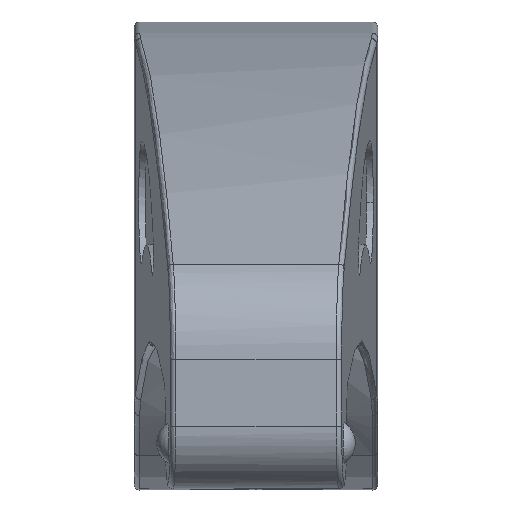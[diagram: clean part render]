
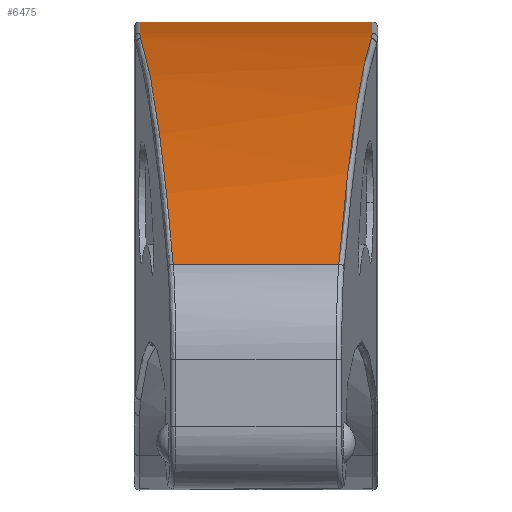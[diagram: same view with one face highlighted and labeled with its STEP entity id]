
A CAD part, top view. The second image highlights one B-rep face of the part: STEP entity #6475.
In plain terms, the highlighted cylindrical face has radius 210 mm (diameter 420 mm), a partial arc.
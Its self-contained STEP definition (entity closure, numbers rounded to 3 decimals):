
#17 = B_SPLINE_CURVE_WITH_KNOTS ( 'NONE', 3,
 ( #66, #65, #64, #63 ),
 .UNSPECIFIED., .F., .F.,
 ( 4, 4 ),
 ( 0., 0.004 ),
 .UNSPECIFIED. ) ;
#18 = CARTESIAN_POINT ( 'NONE',  ( 10.875, 42.716, -79.337 ) ) ;
#52 = CARTESIAN_POINT ( 'NONE',  ( -10.875, 39.046, -145.081 ) ) ;
#53 = DIRECTION ( 'NONE',  ( -1., 0., 0. ) ) ;
#54 = VECTOR ( 'NONE', #53, 1000. ) ;
#55 = CARTESIAN_POINT ( 'NONE',  ( -15., 39.046, -145.081 ) ) ;
#56 = LINE ( 'NONE', #55, #54 ) ;
#57 = CARTESIAN_POINT ( 'NONE',  ( 10.875, 39.046, -145.081 ) ) ;
#58 = DIRECTION ( 'NONE',  ( 0., 0., 1. ) ) ;
#59 = DIRECTION ( 'NONE',  ( -1., 0., 0. ) ) ;
#60 = CARTESIAN_POINT ( 'NONE',  ( 10.875, -166.2, -100.65 ) ) ;
#61 = AXIS2_PLACEMENT_3D ( 'NONE', #60, #59, #58 ) ;
#62 = CIRCLE ( 'NONE', #61, 210. ) ;
#63 = CARTESIAN_POINT ( 'NONE',  ( 10.875, 42.716, -79.337 ) ) ;
#64 = CARTESIAN_POINT ( 'NONE',  ( 10.875, 42.567, -77.876 ) ) ;
#65 = CARTESIAN_POINT ( 'NONE',  ( 10.843, 42.402, -76.417 ) ) ;
#66 = CARTESIAN_POINT ( 'NONE',  ( 10.779, 42.223, -74.961 ) ) ;
#227 = DIRECTION ( 'NONE',  ( 0., 0., 1. ) ) ;
#228 = DIRECTION ( 'NONE',  ( 1., 0., 0. ) ) ;
#229 = CARTESIAN_POINT ( 'NONE',  ( -10.875, -166.2, -100.65 ) ) ;
#230 = AXIS2_PLACEMENT_3D ( 'NONE', #229, #228, #227 ) ;
#231 = CIRCLE ( 'NONE', #230, 210. ) ;
#296 = CARTESIAN_POINT ( 'NONE',  ( -10.875, 42.716, -79.337 ) ) ;
#379 =( BOUNDED_CURVE ( )  B_SPLINE_CURVE ( 3, ( #406, #405, #404, #403 ),
 .UNSPECIFIED., .F., .T. ) 
 B_SPLINE_CURVE_WITH_KNOTS ( ( 4, 4 ),
 ( 4.835, 5.183 ),
 .UNSPECIFIED. ) 
 CURVE ( )  GEOMETRIC_REPRESENTATION_ITEM ( )  RATIONAL_B_SPLINE_CURVE ( ( 1., 0.99, 0.99, 1. ) ) 
 REPRESENTATION_ITEM ( '' )  );
#381 = CARTESIAN_POINT ( 'NONE',  ( -10.779, 42.223, -74.961 ) ) ;
#382 = CARTESIAN_POINT ( 'NONE',  ( -10.843, 42.402, -76.417 ) ) ;
#383 = CARTESIAN_POINT ( 'NONE',  ( -10.875, 42.567, -77.876 ) ) ;
#384 = CARTESIAN_POINT ( 'NONE',  ( -10.875, 42.716, -79.337 ) ) ;
#385 = CARTESIAN_POINT ( 'NONE',  ( -10.779, 42.223, -74.961 ) ) ;
#386 = B_SPLINE_CURVE_WITH_KNOTS ( 'NONE', 3,
 ( #384, #383, #382, #381 ),
 .UNSPECIFIED., .F., .F.,
 ( 4, 4 ),
 ( 0., 0.004 ),
 .UNSPECIFIED. ) ;
#403 = CARTESIAN_POINT ( 'NONE',  ( -7.735, 20.99, -5.467 ) ) ;
#404 = CARTESIAN_POINT ( 'NONE',  ( -8.69, 32.08, -27.277 ) ) ;
#405 = CARTESIAN_POINT ( 'NONE',  ( -9.715, 39.23, -50.677 ) ) ;
#406 = CARTESIAN_POINT ( 'NONE',  ( -10.779, 42.223, -74.961 ) ) ;
#6475 = ADVANCED_FACE ( 'NONE', ( #9911 ), #9853, .T. ) ;
#6476 = EDGE_LOOP ( 'NONE', ( #6477, #6481, #6562, #6565, #6568, #6571, #6674, #6677 ) ) ;
#6477 = ORIENTED_EDGE ( 'NONE', *, *, #6478, .T. ) ;
#6478 = EDGE_CURVE ( 'NONE', #6479, #6480, #9885, .T. ) ;
#6479 = VERTEX_POINT ( 'NONE', #9879 ) ;
#6480 = VERTEX_POINT ( 'NONE', #9878 ) ;
#6481 = ORIENTED_EDGE ( 'NONE', *, *, #6482, .T. ) ;
#6482 = EDGE_CURVE ( 'NONE', #6480, #6483, #9891, .T. ) ;
#6483 = VERTEX_POINT ( 'NONE', #9890 ) ;
#6562 = ORIENTED_EDGE ( 'NONE', *, *, #6563, .T. ) ;
#6563 = EDGE_CURVE ( 'NONE', #6483, #6564, #17, .T. ) ;
#6564 = VERTEX_POINT ( 'NONE', #18 ) ;
#6565 = ORIENTED_EDGE ( 'NONE', *, *, #6566, .T. ) ;
#6566 = EDGE_CURVE ( 'NONE', #6564, #6567, #62, .T. ) ;
#6567 = VERTEX_POINT ( 'NONE', #57 ) ;
#6568 = ORIENTED_EDGE ( 'NONE', *, *, #6569, .T. ) ;
#6569 = EDGE_CURVE ( 'NONE', #6567, #6570, #56, .T. ) ;
#6570 = VERTEX_POINT ( 'NONE', #52 ) ;
#6571 = ORIENTED_EDGE ( 'NONE', *, *, #6620, .T. ) ;
#6620 = EDGE_CURVE ( 'NONE', #6570, #6621, #231, .T. ) ;
#6621 = VERTEX_POINT ( 'NONE', #296 ) ;
#6674 = ORIENTED_EDGE ( 'NONE', *, *, #6675, .T. ) ;
#6675 = EDGE_CURVE ( 'NONE', #6621, #6676, #386, .T. ) ;
#6676 = VERTEX_POINT ( 'NONE', #385 ) ;
#6677 = ORIENTED_EDGE ( 'NONE', *, *, #6678, .T. ) ;
#6678 = EDGE_CURVE ( 'NONE', #6676, #6479, #379, .T. ) ;
#9853 = CYLINDRICAL_SURFACE ( 'NONE', #9884, 210. ) ;
#9857 = CARTESIAN_POINT ( 'NONE',  ( 10.779, 42.223, -74.961 ) ) ;
#9858 = CARTESIAN_POINT ( 'NONE',  ( 9.715, 39.23, -50.677 ) ) ;
#9859 = CARTESIAN_POINT ( 'NONE',  ( 8.69, 32.08, -27.277 ) ) ;
#9878 = CARTESIAN_POINT ( 'NONE',  ( 7.735, 20.99, -5.467 ) ) ;
#9879 = CARTESIAN_POINT ( 'NONE',  ( -7.735, 20.99, -5.467 ) ) ;
#9880 = DIRECTION ( 'NONE',  ( 1., 0., 0. ) ) ;
#9881 = VECTOR ( 'NONE', #9880, 1000. ) ;
#9882 = CARTESIAN_POINT ( 'NONE',  ( -15., 20.99, -5.467 ) ) ;
#9883 = CARTESIAN_POINT ( 'NONE',  ( -15., -166.2, -100.65 ) ) ;
#9884 = AXIS2_PLACEMENT_3D ( 'NONE', #9883, #9887, #9886 ) ;
#9885 = LINE ( 'NONE', #9882, #9881 ) ;
#9886 = DIRECTION ( 'NONE',  ( 0., 0., -1. ) ) ;
#9887 = DIRECTION ( 'NONE',  ( 1., 0., 0. ) ) ;
#9889 = CARTESIAN_POINT ( 'NONE',  ( 7.735, 20.99, -5.467 ) ) ;
#9890 = CARTESIAN_POINT ( 'NONE',  ( 10.779, 42.223, -74.961 ) ) ;
#9891 =( BOUNDED_CURVE ( )  B_SPLINE_CURVE ( 3, ( #9889, #9859, #9858, #9857 ),
 .UNSPECIFIED., .F., .T. ) 
 B_SPLINE_CURVE_WITH_KNOTS ( ( 4, 4 ),
 ( 4.242, 4.59 ),
 .UNSPECIFIED. ) 
 CURVE ( )  GEOMETRIC_REPRESENTATION_ITEM ( )  RATIONAL_B_SPLINE_CURVE ( ( 1., 0.99, 0.99, 1. ) ) 
 REPRESENTATION_ITEM ( '' )  );
#9911 = FACE_OUTER_BOUND ( 'NONE', #6476, .T. ) ;
